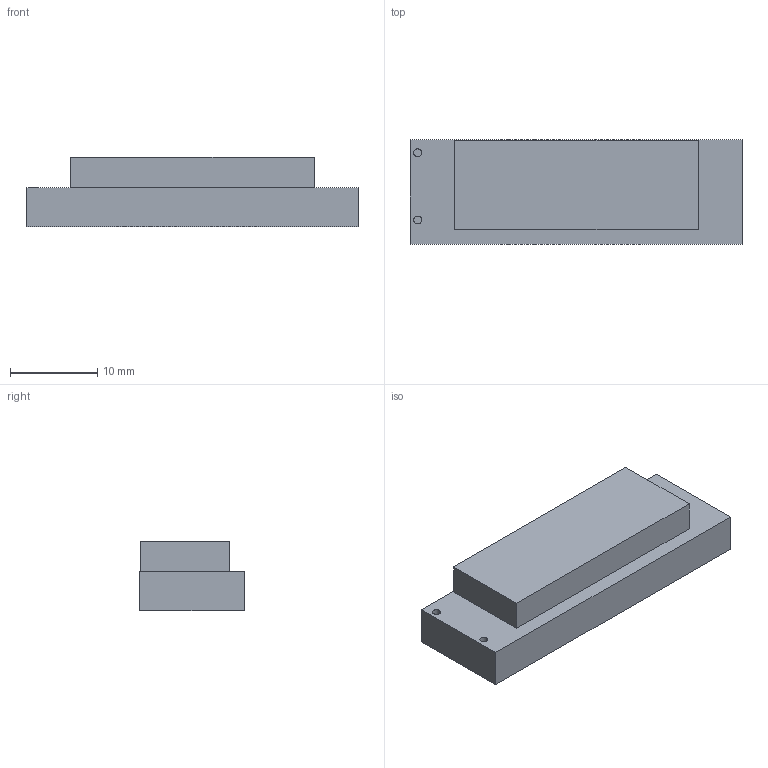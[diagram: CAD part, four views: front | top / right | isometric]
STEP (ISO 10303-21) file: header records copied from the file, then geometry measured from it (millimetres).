
FILE_DESCRIPTION (( 'STEP AP214' ), '1' );
FILE_NAME ('OLED.STEP', '2019-10-18T08:54:17', ( '' ), ( '' ), 'SwSTEP 2.0', 'SolidWorks 2017', '' );
FILE_SCHEMA (( 'AUTOMOTIVE_DESIGN' ));
Length unit declared in the file: millimetre
Products named in the file (1): OLED
Bounding box: 38 x 12 x 8 mm (x, y, z)
Volume: 3048.9 mm3; surface area: 1634.6 mm2
Topology: 1 solids, 1 shells, 17 faces, 36 edges, 24 vertices
Faces by surface type: plane 13, cylinder 4
Entity records: 492 total; most frequent: DIRECTION 80, CARTESIAN_POINT 78, ORIENTED_EDGE 72, EDGE_CURVE 36, VECTOR 28, LINE 28, AXIS2_PLACEMENT_3D 26, VERTEX_POINT 24
